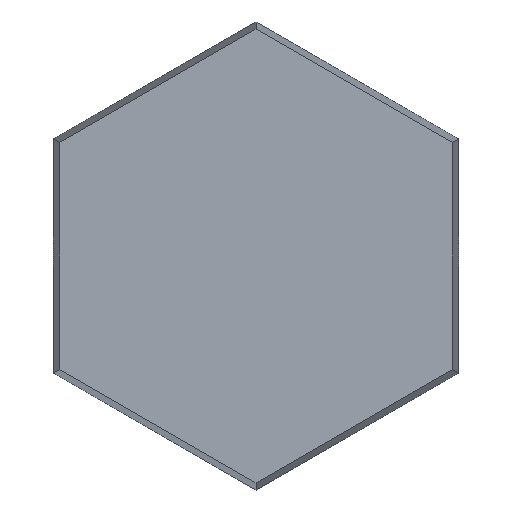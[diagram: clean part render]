
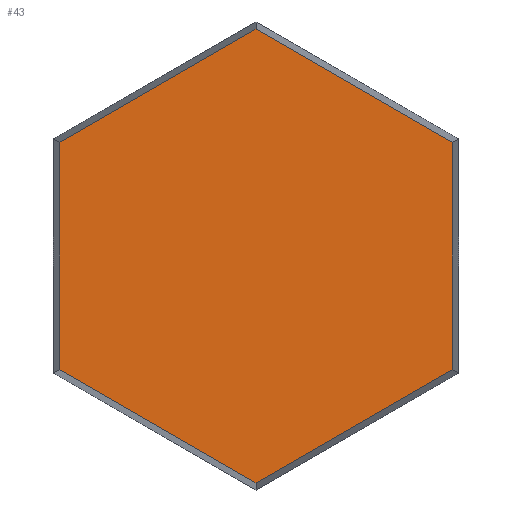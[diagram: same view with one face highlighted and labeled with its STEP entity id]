
A CAD part, front view. The second image highlights one B-rep face of the part: STEP entity #43.
In plain terms, the highlighted planar face has unit normal (0, -1, 0).
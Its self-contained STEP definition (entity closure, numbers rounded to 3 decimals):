
#43 = ADVANCED_FACE( '', ( #86 ), #87, .F. );
#86 = FACE_OUTER_BOUND( '', #129, .T. );
#87 = PLANE( '', #130 );
#129 = EDGE_LOOP( '', ( #183, #184, #185, #186, #187, #188 ) );
#130 = AXIS2_PLACEMENT_3D( '', #189, #190, #191 );
#183 = ORIENTED_EDGE( '', *, *, #256, .F. );
#184 = ORIENTED_EDGE( '', *, *, #253, .F. );
#185 = ORIENTED_EDGE( '', *, *, #244, .F. );
#186 = ORIENTED_EDGE( '', *, *, #257, .F. );
#187 = ORIENTED_EDGE( '', *, *, #249, .F. );
#188 = ORIENTED_EDGE( '', *, *, #258, .F. );
#189 = CARTESIAN_POINT( '', ( 0., 0., 0. ) );
#190 = DIRECTION( '', ( 0., 1., 0. ) );
#191 = DIRECTION( '', ( 0., 0., 1. ) );
#244 = EDGE_CURVE( '', #278, #280, #281, .T. );
#249 = EDGE_CURVE( '', #287, #289, #290, .T. );
#253 = EDGE_CURVE( '', #280, #295, #296, .T. );
#256 = EDGE_CURVE( '', #295, #299, #300, .T. );
#257 = EDGE_CURVE( '', #289, #278, #301, .T. );
#258 = EDGE_CURVE( '', #299, #287, #302, .T. );
#278 = VERTEX_POINT( '', #326 );
#280 = VERTEX_POINT( '', #329 );
#281 = LINE( '', #330, #331 );
#287 = VERTEX_POINT( '', #339 );
#289 = VERTEX_POINT( '', #342 );
#290 = LINE( '', #343, #344 );
#295 = VERTEX_POINT( '', #351 );
#296 = LINE( '', #352, #353 );
#299 = VERTEX_POINT( '', #357 );
#300 = LINE( '', #358, #359 );
#301 = LINE( '', #360, #361 );
#302 = LINE( '', #362, #363 );
#326 = CARTESIAN_POINT( '', ( 9.694, 0., -5.597 ) );
#329 = CARTESIAN_POINT( '', ( 0., 0., -11.194 ) );
#330 = CARTESIAN_POINT( '', ( 4.847, 0., -8.396 ) );
#331 = VECTOR( '', #388, 1000. );
#339 = CARTESIAN_POINT( '', ( 0., 0., 11.194 ) );
#342 = CARTESIAN_POINT( '', ( 9.694, 0., 5.597 ) );
#343 = CARTESIAN_POINT( '', ( 4.847, 0., 8.396 ) );
#344 = VECTOR( '', #392, 1000. );
#351 = CARTESIAN_POINT( '', ( -9.694, 0., -5.597 ) );
#352 = CARTESIAN_POINT( '', ( -4.847, 0., -8.396 ) );
#353 = VECTOR( '', #395, 1000. );
#357 = CARTESIAN_POINT( '', ( -9.694, 0., 5.597 ) );
#358 = CARTESIAN_POINT( '', ( -9.694, 0., 0. ) );
#359 = VECTOR( '', #397, 1000. );
#360 = CARTESIAN_POINT( '', ( 9.694, 0., 0. ) );
#361 = VECTOR( '', #398, 1000. );
#362 = CARTESIAN_POINT( '', ( -4.847, 0., 8.396 ) );
#363 = VECTOR( '', #399, 1000. );
#388 = DIRECTION( '', ( -0.866, 0., -0.5 ) );
#392 = DIRECTION( '', ( 0.866, 0., -0.5 ) );
#395 = DIRECTION( '', ( -0.866, 0., 0.5 ) );
#397 = DIRECTION( '', ( 0., 0., 1. ) );
#398 = DIRECTION( '', ( 0., 0., -1. ) );
#399 = DIRECTION( '', ( 0.866, 0., 0.5 ) );
